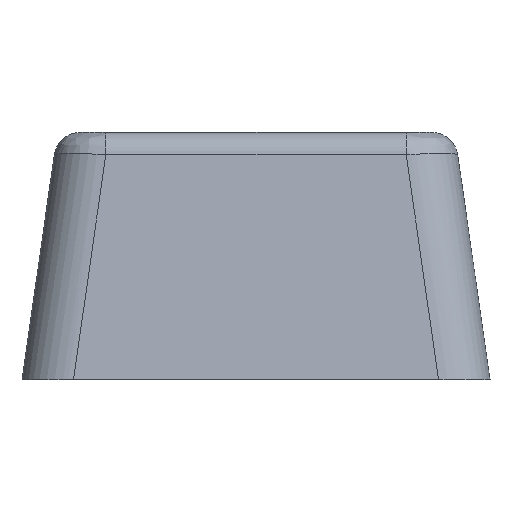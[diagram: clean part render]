
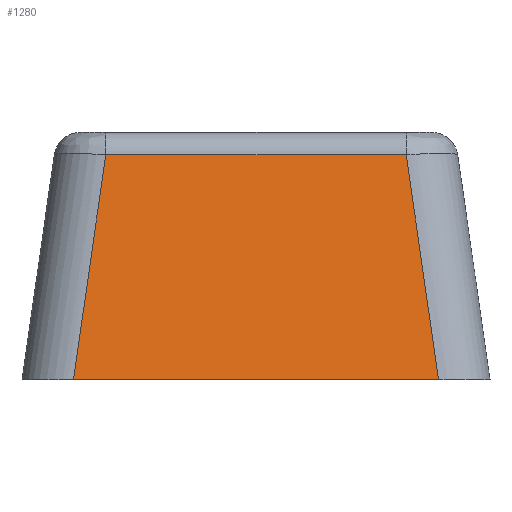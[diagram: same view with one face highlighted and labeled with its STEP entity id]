
A CAD part, left-side view. The second image highlights one B-rep face of the part: STEP entity #1280.
In plain terms, the highlighted planar face has unit normal (-0.99, 0, 0.142).
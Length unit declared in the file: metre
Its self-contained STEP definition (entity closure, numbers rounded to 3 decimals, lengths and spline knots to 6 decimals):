
#76=LINE('',#1925,#232);
#83=LINE('',#1953,#239);
#84=LINE('',#1955,#240);
#85=LINE('',#1957,#241);
#232=VECTOR('',#1531,1.);
#239=VECTOR('',#1554,1.);
#240=VECTOR('',#1555,1.);
#241=VECTOR('',#1556,1.);
#412=ORIENTED_EDGE('',*,*,#770,.T.);
#413=ORIENTED_EDGE('',*,*,#784,.T.);
#414=ORIENTED_EDGE('',*,*,#785,.T.);
#415=ORIENTED_EDGE('',*,*,#786,.T.);
#770=EDGE_CURVE('',#957,#956,#76,.T.);
#784=EDGE_CURVE('',#956,#970,#83,.T.);
#785=EDGE_CURVE('',#970,#971,#84,.F.);
#786=EDGE_CURVE('',#971,#957,#85,.F.);
#956=VERTEX_POINT('',#1924);
#957=VERTEX_POINT('',#1926);
#970=VERTEX_POINT('',#1954);
#971=VERTEX_POINT('',#1956);
#1061=EDGE_LOOP('',(#412,#413,#414,#415));
#1145=FACE_BOUND('',#1061,.T.);
#1222=PLANE('',#1385);
#1280=ADVANCED_FACE('',(#1145),#1222,.T.);
#1385=AXIS2_PLACEMENT_3D('',#1952,#1552,#1553);
#1531=DIRECTION('',(0.,-1.,0.));
#1552=DIRECTION('',(-0.99,0.,0.142));
#1553=DIRECTION('',(0.142,0.,0.99));
#1554=DIRECTION('',(0.141,0.141,0.98));
#1555=DIRECTION('',(0.,-1.,0.));
#1556=DIRECTION('',(0.141,-0.141,0.98));
#1924=CARTESIAN_POINT('',(0.1075,-0.01702,0.));
#1925=CARTESIAN_POINT('',(0.1075,-0.01,0.));
#1926=CARTESIAN_POINT('',(0.1075,-0.00298,0.));
#1952=CARTESIAN_POINT('',(0.1075,-0.019,0.));
#1953=CARTESIAN_POINT('',(0.107461,-0.01706,-0.000273));
#1954=CARTESIAN_POINT('',(0.108743,-0.015777,0.008642));
#1955=CARTESIAN_POINT('',(0.108743,-0.019,0.008642));
#1956=CARTESIAN_POINT('',(0.108743,-0.004223,0.008642));
#1957=CARTESIAN_POINT('',(0.107818,-0.003298,0.002213));
